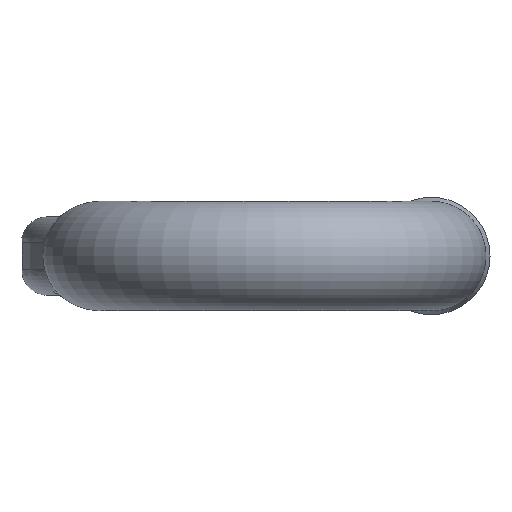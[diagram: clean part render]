
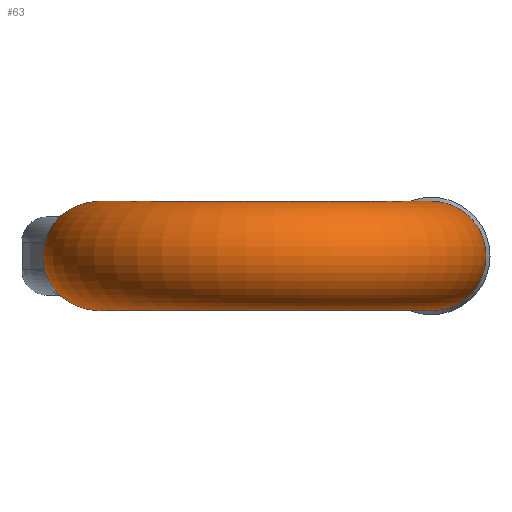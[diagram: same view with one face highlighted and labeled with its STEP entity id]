
A CAD part, front view. The second image highlights one B-rep face of the part: STEP entity #63.
In plain terms, the highlighted toroidal (fillet/blend) face has major radius 29.75 mm and minor radius 9.75 mm.
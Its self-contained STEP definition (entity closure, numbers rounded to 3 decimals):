
#43=TOROIDAL_SURFACE('',#520,29.75,9.75);
#50=FACE_BOUND('',#126,.T.);
#51=FACE_BOUND('',#127,.T.);
#63=ADVANCED_FACE('',(#50,#51),#43,.T.);
#126=EDGE_LOOP('',(#237));
#127=EDGE_LOOP('',(#238,#239,#240,#241,#242,#243,#244,#245,#246,#247,#248,
#249,#250,#251));
#157=CIRCLE('',#505,9.75);
#164=CIRCLE('',#514,9.75);
#165=CIRCLE('',#515,22.963);
#166=CIRCLE('',#516,36.537);
#167=CIRCLE('',#517,36.537);
#168=CIRCLE('',#518,22.963);
#169=CIRCLE('',#519,9.75);
#196=B_SPLINE_CURVE_WITH_KNOTS('',3,(#838,#839,#840,#841,#842,#843,#844,
#845,#846,#847),.UNSPECIFIED.,.F.,.F.,(4,3,3,4),(0.,0.303,0.605,
1.),.UNSPECIFIED.);
#197=B_SPLINE_CURVE_WITH_KNOTS('',3,(#849,#850,#851,#852,#853,#854),.UNSPECIFIED.,
.F.,.F.,(4,2,4),(0.,0.5,1.),.UNSPECIFIED.);
#198=B_SPLINE_CURVE_WITH_KNOTS('',3,(#856,#857,#858,#859),.UNSPECIFIED.,
.F.,.F.,(4,4),(0.,1.),.UNSPECIFIED.);
#199=B_SPLINE_CURVE_WITH_KNOTS('',3,(#861,#862,#863,#864,#865,#866,#867,
#868,#869,#870),.UNSPECIFIED.,.F.,.F.,(4,3,3,4),(0.,0.402,0.716,
1.),.UNSPECIFIED.);
#200=B_SPLINE_CURVE_WITH_KNOTS('',3,(#875,#876,#877,#878,#879,#880,#881,
#882,#883,#884),.UNSPECIFIED.,.F.,.F.,(4,3,3,4),(0.,0.299,0.596,
1.),.UNSPECIFIED.);
#201=B_SPLINE_CURVE_WITH_KNOTS('',3,(#886,#887,#888,#889),.UNSPECIFIED.,
.F.,.F.,(4,4),(0.,1.),.UNSPECIFIED.);
#202=B_SPLINE_CURVE_WITH_KNOTS('',3,(#891,#892,#893,#894,#895,#896),.UNSPECIFIED.,
.F.,.F.,(4,2,4),(0.,0.5,1.),.UNSPECIFIED.);
#203=B_SPLINE_CURVE_WITH_KNOTS('',3,(#898,#899,#900,#901,#902,#903,#904,
#905,#906,#907),.UNSPECIFIED.,.F.,.F.,(4,3,3,4),(0.,0.37,0.745,
1.),.UNSPECIFIED.);
#237=ORIENTED_EDGE('',*,*,#426,.F.);
#238=ORIENTED_EDGE('',*,*,#427,.T.);
#239=ORIENTED_EDGE('',*,*,#428,.T.);
#240=ORIENTED_EDGE('',*,*,#429,.T.);
#241=ORIENTED_EDGE('',*,*,#430,.T.);
#242=ORIENTED_EDGE('',*,*,#431,.T.);
#243=ORIENTED_EDGE('',*,*,#432,.T.);
#244=ORIENTED_EDGE('',*,*,#411,.T.);
#245=ORIENTED_EDGE('',*,*,#433,.F.);
#246=ORIENTED_EDGE('',*,*,#434,.T.);
#247=ORIENTED_EDGE('',*,*,#435,.T.);
#248=ORIENTED_EDGE('',*,*,#436,.T.);
#249=ORIENTED_EDGE('',*,*,#437,.T.);
#250=ORIENTED_EDGE('',*,*,#438,.F.);
#251=ORIENTED_EDGE('',*,*,#439,.T.);
#357=VERTEX_POINT('',#719);
#361=VERTEX_POINT('',#750);
#375=VERTEX_POINT('',#834);
#376=VERTEX_POINT('',#836);
#377=VERTEX_POINT('',#837);
#378=VERTEX_POINT('',#848);
#379=VERTEX_POINT('',#855);
#380=VERTEX_POINT('',#860);
#381=VERTEX_POINT('',#871);
#382=VERTEX_POINT('',#874);
#383=VERTEX_POINT('',#885);
#384=VERTEX_POINT('',#890);
#385=VERTEX_POINT('',#897);
#386=VERTEX_POINT('',#908);
#387=VERTEX_POINT('',#910);
#411=EDGE_CURVE('',#357,#361,#157,.T.);
#426=EDGE_CURVE('',#375,#375,#164,.T.);
#427=EDGE_CURVE('',#376,#377,#165,.T.);
#428=EDGE_CURVE('',#377,#378,#196,.T.);
#429=EDGE_CURVE('',#378,#379,#197,.T.);
#430=EDGE_CURVE('',#379,#380,#198,.T.);
#431=EDGE_CURVE('',#380,#381,#199,.T.);
#432=EDGE_CURVE('',#381,#357,#166,.T.);
#433=EDGE_CURVE('',#382,#361,#167,.T.);
#434=EDGE_CURVE('',#382,#383,#200,.T.);
#435=EDGE_CURVE('',#383,#384,#201,.T.);
#436=EDGE_CURVE('',#384,#385,#202,.T.);
#437=EDGE_CURVE('',#385,#386,#203,.T.);
#438=EDGE_CURVE('',#387,#386,#168,.T.);
#439=EDGE_CURVE('',#387,#376,#169,.T.);
#505=AXIS2_PLACEMENT_3D('',#751,#566,#567);
#514=AXIS2_PLACEMENT_3D('',#833,#584,#585);
#515=AXIS2_PLACEMENT_3D('',#835,#586,#587);
#516=AXIS2_PLACEMENT_3D('',#872,#588,#589);
#517=AXIS2_PLACEMENT_3D('',#873,#590,#591);
#518=AXIS2_PLACEMENT_3D('',#909,#592,#593);
#519=AXIS2_PLACEMENT_3D('',#911,#594,#595);
#520=AXIS2_PLACEMENT_3D('',#912,#596,#597);
#566=DIRECTION('',(0.,-1.,0.));
#567=DIRECTION('',(1.,0.,0.));
#584=DIRECTION('',(0.,1.,0.));
#585=DIRECTION('',(-1.,0.,0.));
#586=DIRECTION('',(0.,0.,1.));
#587=DIRECTION('',(-1.,0.,0.));
#588=DIRECTION('',(0.,0.,-1.));
#589=DIRECTION('',(1.,0.,0.));
#590=DIRECTION('',(0.,0.,-1.));
#591=DIRECTION('',(1.,0.,0.));
#592=DIRECTION('',(0.,0.,1.));
#593=DIRECTION('',(-1.,0.,0.));
#594=DIRECTION('',(0.,-1.,0.));
#595=DIRECTION('',(1.,0.,0.));
#596=DIRECTION('',(0.,0.,1.));
#597=DIRECTION('',(1.,0.,0.));
#719=CARTESIAN_POINT('',(-36.537,-22.5,7.));
#750=CARTESIAN_POINT('',(-36.537,-22.5,-7.));
#751=CARTESIAN_POINT('',(-29.75,-22.5,0.));
#833=CARTESIAN_POINT('',(29.75,-22.5,0.));
#834=CARTESIAN_POINT('',(20.,-22.5,0.));
#835=CARTESIAN_POINT('',(0.,-22.5,7.));
#836=CARTESIAN_POINT('',(-22.963,-22.5,7.));
#837=CARTESIAN_POINT('',(-22.942,-23.483,7.));
#838=CARTESIAN_POINT('',(-22.942,-23.483,7.));
#839=CARTESIAN_POINT('',(-22.937,-23.602,7.));
#840=CARTESIAN_POINT('',(-22.947,-23.724,7.016));
#841=CARTESIAN_POINT('',(-22.972,-23.838,7.046));
#842=CARTESIAN_POINT('',(-22.996,-23.951,7.075));
#843=CARTESIAN_POINT('',(-23.035,-24.058,7.119));
#844=CARTESIAN_POINT('',(-23.085,-24.153,7.171));
#845=CARTESIAN_POINT('',(-23.15,-24.278,7.239));
#846=CARTESIAN_POINT('',(-23.235,-24.385,7.323));
#847=CARTESIAN_POINT('',(-23.33,-24.473,7.41));
#848=CARTESIAN_POINT('',(-23.33,-24.473,7.41));
#849=CARTESIAN_POINT('',(-23.33,-24.473,7.41));
#850=CARTESIAN_POINT('',(-24.062,-25.145,8.082));
#851=CARTESIAN_POINT('',(-24.953,-25.744,8.681));
#852=CARTESIAN_POINT('',(-27.032,-26.581,9.518));
#853=CARTESIAN_POINT('',(-28.222,-26.813,9.75));
#854=CARTESIAN_POINT('',(-29.436,-26.813,9.75));
#855=CARTESIAN_POINT('',(-29.436,-26.813,9.75));
#856=CARTESIAN_POINT('',(-29.436,-26.813,9.75));
#857=CARTESIAN_POINT('',(-32.,-26.813,9.75));
#858=CARTESIAN_POINT('',(-34.37,-25.829,8.766));
#859=CARTESIAN_POINT('',(-36.033,-24.473,7.41));
#860=CARTESIAN_POINT('',(-36.033,-24.473,7.41));
#861=CARTESIAN_POINT('',(-36.033,-24.473,7.41));
#862=CARTESIAN_POINT('',(-36.14,-24.385,7.323));
#863=CARTESIAN_POINT('',(-36.239,-24.278,7.239));
#864=CARTESIAN_POINT('',(-36.319,-24.153,7.171));
#865=CARTESIAN_POINT('',(-36.381,-24.054,7.117));
#866=CARTESIAN_POINT('',(-36.434,-23.942,7.072));
#867=CARTESIAN_POINT('',(-36.469,-23.823,7.042));
#868=CARTESIAN_POINT('',(-36.502,-23.715,7.015));
#869=CARTESIAN_POINT('',(-36.521,-23.598,7.));
#870=CARTESIAN_POINT('',(-36.524,-23.483,7.));
#871=CARTESIAN_POINT('',(-36.524,-23.483,7.));
#872=CARTESIAN_POINT('',(0.,-22.5,7.));
#873=CARTESIAN_POINT('',(0.,-22.5,-7.));
#874=CARTESIAN_POINT('',(-36.524,-23.483,-7.));
#875=CARTESIAN_POINT('',(-36.524,-23.483,-7.));
#876=CARTESIAN_POINT('',(-36.52,-23.604,-7.));
#877=CARTESIAN_POINT('',(-36.499,-23.727,-7.017));
#878=CARTESIAN_POINT('',(-36.464,-23.84,-7.046));
#879=CARTESIAN_POINT('',(-36.429,-23.952,-7.076));
#880=CARTESIAN_POINT('',(-36.379,-24.058,-7.119));
#881=CARTESIAN_POINT('',(-36.32,-24.151,-7.17));
#882=CARTESIAN_POINT('',(-36.24,-24.277,-7.238));
#883=CARTESIAN_POINT('',(-36.141,-24.385,-7.322));
#884=CARTESIAN_POINT('',(-36.033,-24.473,-7.41));
#885=CARTESIAN_POINT('',(-36.033,-24.473,-7.41));
#886=CARTESIAN_POINT('',(-36.033,-24.473,-7.41));
#887=CARTESIAN_POINT('',(-34.374,-25.825,-8.763));
#888=CARTESIAN_POINT('',(-31.999,-26.813,-9.75));
#889=CARTESIAN_POINT('',(-29.436,-26.813,-9.75));
#890=CARTESIAN_POINT('',(-29.436,-26.813,-9.75));
#891=CARTESIAN_POINT('',(-29.436,-26.813,-9.75));
#892=CARTESIAN_POINT('',(-28.222,-26.813,-9.75));
#893=CARTESIAN_POINT('',(-27.033,-26.581,-9.519));
#894=CARTESIAN_POINT('',(-24.953,-25.744,-8.682));
#895=CARTESIAN_POINT('',(-24.062,-25.145,-8.083));
#896=CARTESIAN_POINT('',(-23.33,-24.473,-7.41));
#897=CARTESIAN_POINT('',(-23.33,-24.473,-7.41));
#898=CARTESIAN_POINT('',(-23.33,-24.473,-7.41));
#899=CARTESIAN_POINT('',(-23.241,-24.391,-7.328));
#900=CARTESIAN_POINT('',(-23.161,-24.291,-7.25));
#901=CARTESIAN_POINT('',(-23.098,-24.177,-7.184));
#902=CARTESIAN_POINT('',(-23.034,-24.061,-7.118));
#903=CARTESIAN_POINT('',(-22.986,-23.926,-7.064));
#904=CARTESIAN_POINT('',(-22.961,-23.784,-7.033));
#905=CARTESIAN_POINT('',(-22.944,-23.687,-7.011));
#906=CARTESIAN_POINT('',(-22.938,-23.584,-7.));
#907=CARTESIAN_POINT('',(-22.942,-23.483,-7.));
#908=CARTESIAN_POINT('',(-22.942,-23.483,-7.));
#909=CARTESIAN_POINT('',(0.,-22.5,-7.));
#910=CARTESIAN_POINT('',(-22.963,-22.5,-7.));
#911=CARTESIAN_POINT('',(-29.75,-22.5,0.));
#912=CARTESIAN_POINT('',(0.,-22.5,0.));
